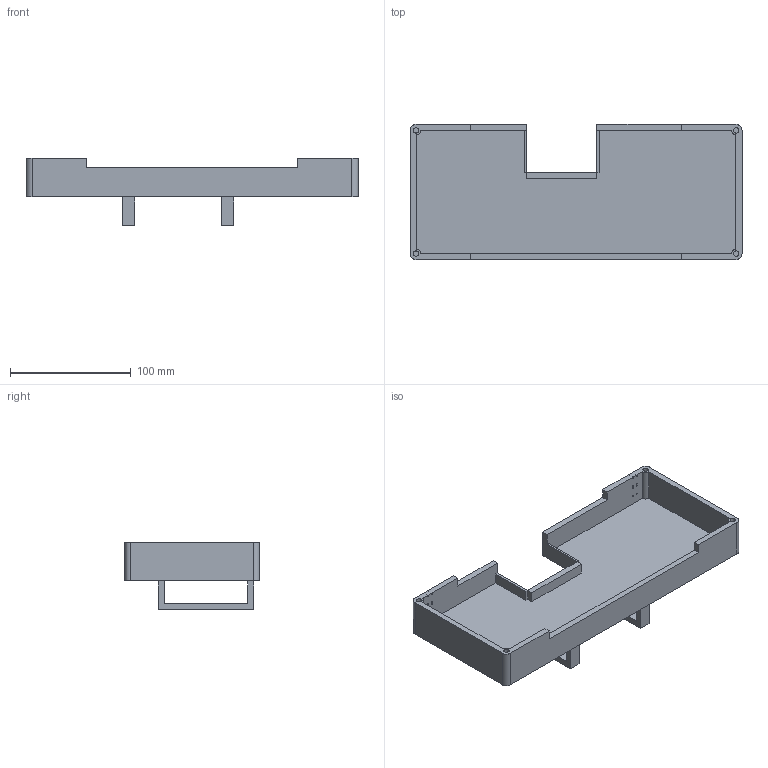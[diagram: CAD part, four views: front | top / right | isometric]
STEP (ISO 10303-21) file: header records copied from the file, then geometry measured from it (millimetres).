
FILE_DESCRIPTION(/* description */ (''),/* implementation_level */ '2;1');
FILE_NAME(/* name */ 'Bottom Shell.step',/* time_stamp */ '2025-08-01T00:23:57-06:00',/* author */ (''),/* organization */ (''),/* preprocessor_version */ 'ST-DEVELOPER v20.1',/* originating_system */ 'Autodesk Translation Framework v14.10.0.0',/* authorisation */ '');
FILE_SCHEMA (('AUTOMOTIVE_DESIGN { 1 0 10303 214 3 1 1 }'));
Length unit declared in the file: millimetre
Products named in the file (1): FusionComponent
Bounding box: 274.9 x 112 x 56 mm (x, y, z)
Volume: 237869.1 mm3; surface area: 104939.6 mm2
Topology: 1 solids, 1 shells, 89 faces, 245 edges, 160 vertices
Faces by surface type: plane 61, cylinder 28
Full cylindrical faces by diameter (mm): 1 x16, 4.45 x4
Entity records: 2924 total; most frequent: CARTESIAN_POINT 495, ORIENTED_EDGE 490, DIRECTION 481, EDGE_CURVE 245, LINE 189, VECTOR 189, VERTEX_POINT 160, AXIS2_PLACEMENT_3D 146
